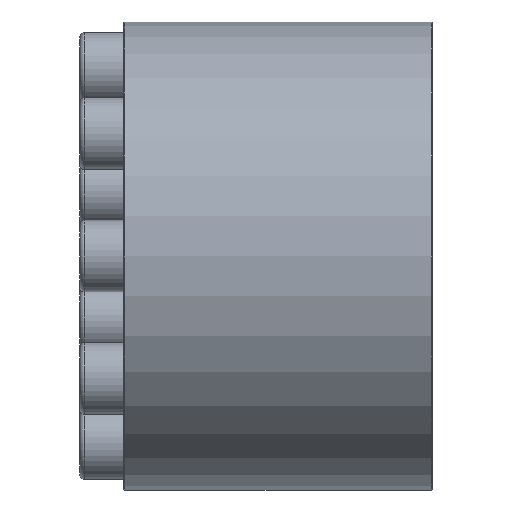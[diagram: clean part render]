
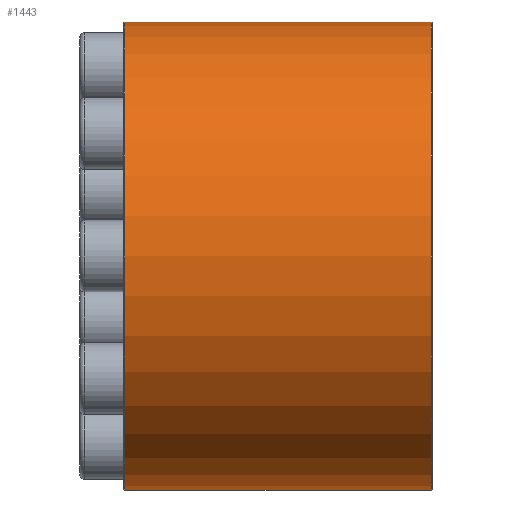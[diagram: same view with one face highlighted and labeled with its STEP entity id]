
A CAD part, front view. The second image highlights one B-rep face of the part: STEP entity #1443.
In plain terms, the highlighted cylindrical face has radius 42.5 mm (diameter 85 mm), a partial arc.
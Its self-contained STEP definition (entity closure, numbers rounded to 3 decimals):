
#28=CYLINDRICAL_SURFACE('',#1679,42.5);
#134=CIRCLE('',#1678,42.5);
#135=CIRCLE('',#1680,42.5);
#273=ORIENTED_EDGE('',*,*,#604,.F.);
#274=ORIENTED_EDGE('',*,*,#605,.T.);
#275=ORIENTED_EDGE('',*,*,#606,.T.);
#276=ORIENTED_EDGE('',*,*,#602,.F.);
#602=EDGE_CURVE('',#764,#765,#134,.T.);
#604=EDGE_CURVE('',#766,#764,#885,.T.);
#605=EDGE_CURVE('',#766,#767,#135,.T.);
#606=EDGE_CURVE('',#767,#765,#886,.T.);
#764=VERTEX_POINT('',#2466);
#765=VERTEX_POINT('',#2468);
#766=VERTEX_POINT('',#2475);
#767=VERTEX_POINT('',#2477);
#885=LINE('',#2474,#927);
#886=LINE('',#2478,#928);
#927=VECTOR('',#1955,1000.);
#928=VECTOR('',#1958,1000.);
#985=EDGE_LOOP('',(#273,#274,#275,#276));
#1211=FACE_BOUND('',#985,.T.);
#1443=ADVANCED_FACE('',(#1211),#28,.T.);
#1678=AXIS2_PLACEMENT_3D('',#2467,#1951,#1952);
#1679=AXIS2_PLACEMENT_3D('',#2473,#1953,#1954);
#1680=AXIS2_PLACEMENT_3D('',#2476,#1956,#1957);
#1951=DIRECTION('',(1.,0.,0.));
#1952=DIRECTION('',(0.,0.,-1.));
#1953=DIRECTION('',(1.,0.,0.));
#1954=DIRECTION('',(0.,0.,-1.));
#1955=DIRECTION('',(1.,0.,0.));
#1956=DIRECTION('',(1.,0.,0.));
#1957=DIRECTION('',(0.,0.,-1.));
#1958=DIRECTION('',(1.,0.,0.));
#2466=CARTESIAN_POINT('',(27.84,42.491,0.85));
#2467=CARTESIAN_POINT('',(27.84,0.,0.));
#2468=CARTESIAN_POINT('',(27.84,42.491,-0.85));
#2473=CARTESIAN_POINT('',(5.6,0.,0.));
#2474=CARTESIAN_POINT('',(5.6,42.491,0.85));
#2475=CARTESIAN_POINT('',(-27.84,42.491,0.85));
#2476=CARTESIAN_POINT('',(-27.84,0.,0.));
#2477=CARTESIAN_POINT('',(-27.84,42.491,-0.85));
#2478=CARTESIAN_POINT('',(5.6,42.491,-0.85));
